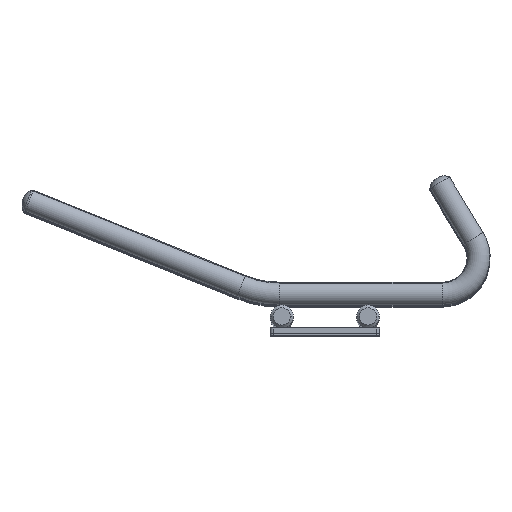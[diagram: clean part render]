
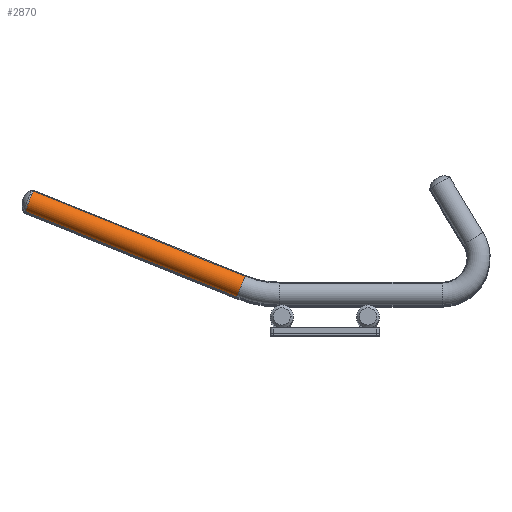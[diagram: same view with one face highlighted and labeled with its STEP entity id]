
A CAD part, top view. The second image highlights one B-rep face of the part: STEP entity #2870.
In plain terms, the highlighted cylindrical face has radius 4 mm (diameter 8 mm), a partial arc.
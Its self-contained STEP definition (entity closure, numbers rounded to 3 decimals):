
#1860=CARTESIAN_POINT('',(74.692,10.045,
1.493));
#1870=VERTEX_POINT('',#1860);
#1900=CARTESIAN_POINT('',(73.307,6.603,0.));
#1910=DIRECTION('',(0.928,-0.373,
0.));
#1920=DIRECTION('',(0.346,0.861,
0.373));
#1930=AXIS2_PLACEMENT_3D('',#1900,#1910,#1920);
#1940=CIRCLE('',#1930,4.);
#1950=CARTESIAN_POINT('',(71.921,3.161,
-1.493));
#1960=VERTEX_POINT('',#1950);
#2150=CARTESIAN_POINT('',(-2.892,33.268,
-1.493));
#2160=DIRECTION('',(0.928,-0.373,
0.));
#2170=VECTOR('',#2160,1.);
#2180=LINE('',#2150,#2170);
#2190=CARTESIAN_POINT('',(-1.84,32.845,
-1.493));
#2200=VERTEX_POINT('',#2190);
#2210=EDGE_CURVE('',#2200,#1960,#2180,.T.);
#2240=CARTESIAN_POINT('',(-0.121,40.153,
1.493));
#2250=DIRECTION('',(0.928,-0.373,
0.));
#2260=VECTOR('',#2250,1.);
#2270=LINE('',#2240,#2260);
#2280=CARTESIAN_POINT('',(0.931,39.73,
1.493));
#2290=VERTEX_POINT('',#2280);
#2300=EDGE_CURVE('',#2290,#1870,#2270,.T.);
#2320=CARTESIAN_POINT('',(-0.454,36.287,
0.));
#2330=DIRECTION('',(0.928,-0.373,
0.));
#2340=DIRECTION('',(0.346,0.861,
0.373));
#2350=AXIS2_PLACEMENT_3D('',#2320,#2330,#2340);
#2360=CIRCLE('',#2350,4.);
#2700=CARTESIAN_POINT('',(-1.507,36.711,
0.));
#2710=DIRECTION('',(0.928,-0.373,
0.));
#2720=DIRECTION('',(0.346,0.861,
0.373));
#2730=AXIS2_PLACEMENT_3D('',#2700,#2710,#2720);
#2740=CYLINDRICAL_SURFACE('',#2730,4.);
#2750=CARTESIAN_POINT('',(73.307,6.603,4.));
#2760=VERTEX_POINT('',#2750);
#2770=EDGE_CURVE('',#2760,#1960,#1940,.T.);
#2780=ORIENTED_EDGE('',*,*,#2770,.F.);
#2790=ORIENTED_EDGE('',*,*,#2210,.T.);
#2800=EDGE_CURVE('',#2290,#2200,#2360,.T.);
#2810=ORIENTED_EDGE('',*,*,#2800,.T.);
#2820=ORIENTED_EDGE('',*,*,#2300,.F.);
#2830=EDGE_CURVE('',#1870,#2760,#1940,.T.);
#2840=ORIENTED_EDGE('',*,*,#2830,.F.);
#2850=EDGE_LOOP('',(#2840,#2820,#2810,#2790,#2780));
#2860=FACE_OUTER_BOUND('',#2850,.T.);
#2870=ADVANCED_FACE('',(#2860),#2740,.T.);
